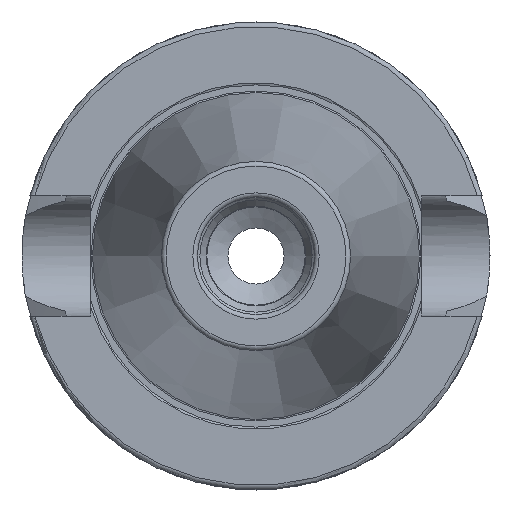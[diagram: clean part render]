
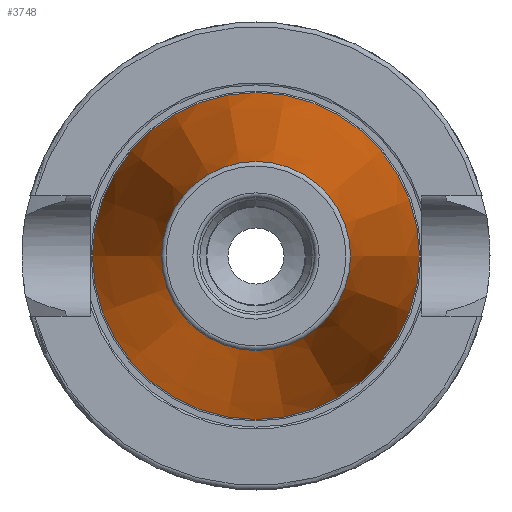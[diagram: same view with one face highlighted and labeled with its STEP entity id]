
A CAD part, left-side view. The second image highlights one B-rep face of the part: STEP entity #3748.
In plain terms, the highlighted conical face has half-angle 8.297 degrees and reference radius 27.564 mm.
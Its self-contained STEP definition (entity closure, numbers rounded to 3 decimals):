
#3714=CARTESIAN_POINT('',(-100.944,20.204,0.0));
#3715=VERTEX_POINT('',#3714);
#3716=CARTESIAN_POINT('',(-100.944,0.,0.0));
#3717=DIRECTION('',(1.0,0.0,0.0));
#3718=DIRECTION('',(0.0,1.0,0.0));
#3719=AXIS2_PLACEMENT_3D('',#3716,#3717,#3718);
#3720=CIRCLE('',#3719,20.204);
#3721=EDGE_CURVE('',#3715,#3715,#3720,.T.);
#3729=CARTESIAN_POINT('',(-50.472,0.,0.0));
#3730=DIRECTION('',(1.0,0.,0.0));
#3731=DIRECTION('',(0.0,1.0,0.0));
#3732=AXIS2_PLACEMENT_3D('',#3729,#3730,#3731);
#3733=CONICAL_SURFACE('',#3732,27.564,8.297);
#3734=CARTESIAN_POINT('',(0.0,34.925,0.0));
#3735=VERTEX_POINT('',#3734);
#3736=CARTESIAN_POINT('',(0.,0.,0.0));
#3737=DIRECTION('',(1.0,0.0,0.0));
#3738=DIRECTION('',(0.0,1.0,0.0));
#3739=AXIS2_PLACEMENT_3D('',#3736,#3737,#3738);
#3740=CIRCLE('',#3739,34.925);
#3741=EDGE_CURVE('',#3735,#3735,#3740,.T.);
#3742=ORIENTED_EDGE('',*,*,#3741,.F.);
#3743=EDGE_LOOP('',(#3742));
#3744=FACE_OUTER_BOUND('',#3743,.T.);
#3745=ORIENTED_EDGE('',*,*,#3721,.T.);
#3746=EDGE_LOOP('',(#3745));
#3747=FACE_BOUND('',#3746,.T.);
#3748=ADVANCED_FACE('',(#3744,#3747),#3733,.T.);
